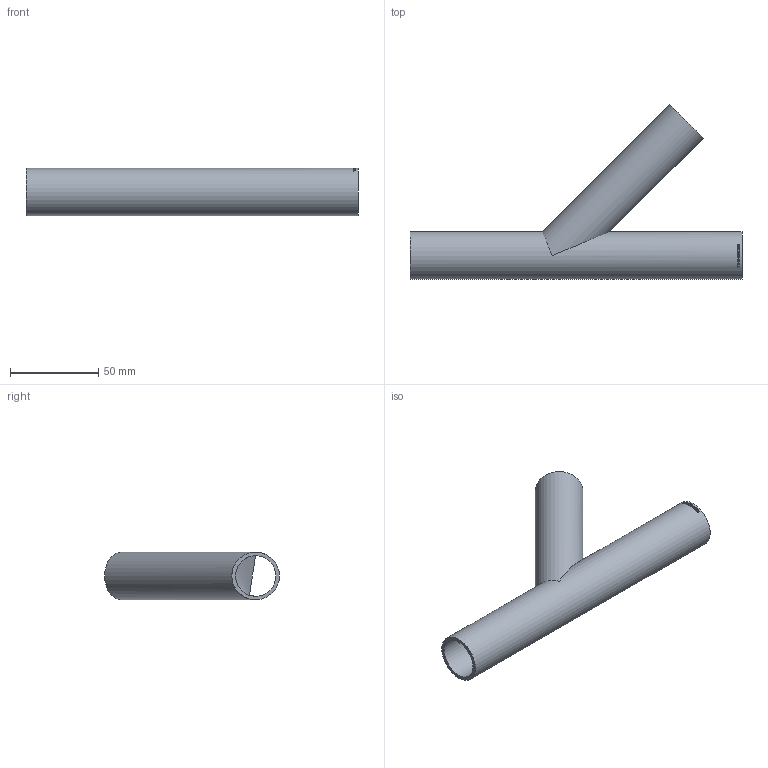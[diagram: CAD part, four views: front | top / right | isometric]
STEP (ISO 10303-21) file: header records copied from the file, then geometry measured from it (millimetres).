
FILE_DESCRIPTION (( 'STEP AP214' ), '1' );
FILE_NAME ('TR45-026X20-x T-Stück 45°geschweisst Ø26,9 L188 1911.STEP', '2019-11-15T09:00:30', ( '' ), ( '' ), 'SwSTEP 2.0', 'SolidWorks 2016', '' );
FILE_SCHEMA (( 'AUTOMOTIVE_DESIGN' ));
Length unit declared in the file: millimetre
Products named in the file (1): TR45-026X20-x T-Stück 45°geschweisst Ø26,9 L188  1911
Bounding box: 188 x 98.95 x 26.9 mm (x, y, z)
Volume: 42710.7 mm3; surface area: 43168.7 mm2
Topology: 1 solids, 1 shells, 185 faces, 501 edges, 334 vertices
Faces by surface type: bspline 104, plane 57, cylinder 24
Full cylindrical faces by diameter (mm): 22.9 x2, 26.9 x2
Entity records: 14544 total; most frequent: CARTESIAN_POINT 8963, ORIENTED_EDGE 968, EDGE_CURVE 484, DIRECTION 386, B_SPLINE_CURVE_WITH_KNOTS 328, VERTEX_POINT 326, EDGE_LOOP 210, FACE_OUTER_BOUND 187
